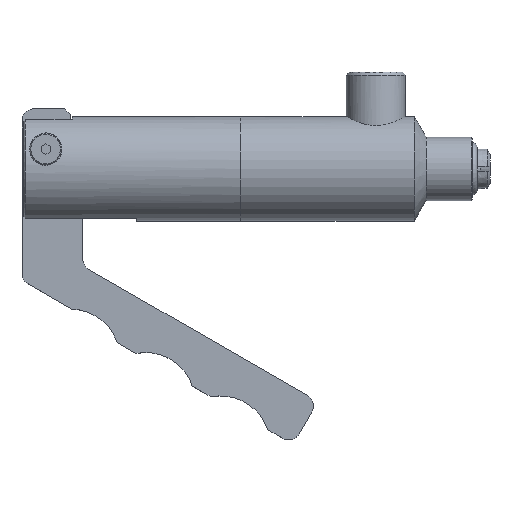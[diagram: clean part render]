
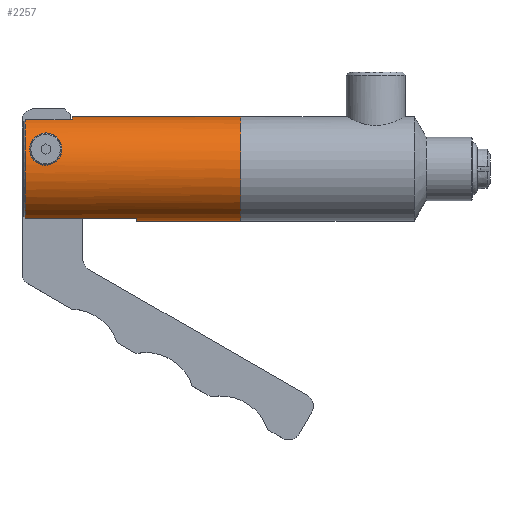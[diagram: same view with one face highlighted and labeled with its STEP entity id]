
A CAD part, top view. The second image highlights one B-rep face of the part: STEP entity #2257.
In plain terms, the highlighted cylindrical face has radius 13.462 mm (diameter 26.924 mm), a full revolution.
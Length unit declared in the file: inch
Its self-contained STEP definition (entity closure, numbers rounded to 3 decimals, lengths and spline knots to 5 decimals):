
#43=B_SPLINE_CURVE_WITH_KNOTS('',3,(#3289,#3290,#3291,#3292,#3293,#3294,
#3295,#3296,#3297,#3298,#3299,#3300,#3301,#3302,#3303,#3304,#3305,#3306,
#3307,#3308,#3309,#3310,#3311,#3312,#3313,#3314,#3315,#3316,#3317,#3318,
#3319,#3320,#3321,#3322),.UNSPECIFIED.,.T.,.F.,(4,2,2,2,2,2,2,2,2,2,2,2,
2,2,2,2,4),(0.,0.15668,0.31335,0.47644,0.63953,
0.82205,1.00457,1.16495,1.32534,1.48572,
1.64611,1.82862,2.01114,2.17423,2.33732,
2.494,2.65068),.UNSPECIFIED.);
#44=B_SPLINE_CURVE_WITH_KNOTS('',3,(#3325,#3326,#3327,#3328,#3329,#3330,
#3331,#3332,#3333,#3334,#3335,#3336,#3337,#3338,#3339,#3340,#3341,#3342,
#3343,#3344,#3345,#3346,#3347,#3348,#3349,#3350,#3351,#3352,#3353,#3354,
#3355,#3356,#3357,#3358),.UNSPECIFIED.,.T.,.F.,(4,2,2,2,2,2,2,2,2,2,2,2,
2,2,2,2,4),(0.,0.0905,0.18099,0.27693,0.37288,
0.47505,0.57722,0.66858,0.75994,
0.8513,0.94266,1.04483,1.147,1.24294,
1.33888,1.42938,1.51987),.UNSPECIFIED.);
#266=LINE('',#3896,#460);
#267=LINE('',#3898,#461);
#268=LINE('',#3902,#462);
#269=LINE('',#3906,#463);
#460=VECTOR('',#3015,0.475);
#461=VECTOR('',#3016,0.475);
#462=VECTOR('',#3019,1.125);
#463=VECTOR('',#3022,1.125);
#566=FACE_BOUND('',#817,.T.);
#567=FACE_BOUND('',#818,.T.);
#568=FACE_BOUND('',#819,.T.);
#569=FACE_BOUND('',#820,.T.);
#817=EDGE_LOOP('',(#2054));
#818=EDGE_LOOP('',(#2055));
#819=EDGE_LOOP('',(#2056));
#820=EDGE_LOOP('',(#2057,#2058,#2059,#2060,#2061,#2062,#2063,#2064));
#928=CIRCLE('',#2451,0.53);
#929=CIRCLE('',#2453,0.53);
#930=CIRCLE('',#2454,0.53);
#931=CIRCLE('',#2455,0.53);
#932=CIRCLE('',#2456,0.53);
#1007=VERTEX_POINT('',#3288);
#1008=VERTEX_POINT('',#3324);
#1143=VERTEX_POINT('',#3884);
#1144=VERTEX_POINT('',#3885);
#1147=VERTEX_POINT('',#3893);
#1148=VERTEX_POINT('',#3895);
#1149=VERTEX_POINT('',#3897);
#1150=VERTEX_POINT('',#3899);
#1151=VERTEX_POINT('',#3901);
#1152=VERTEX_POINT('',#3903);
#1153=VERTEX_POINT('',#3905);
#1258=EDGE_CURVE('',#1007,#1007,#43,.T.);
#1259=EDGE_CURVE('',#1008,#1008,#44,.T.);
#1454=EDGE_CURVE('',#1143,#1144,#928,.T.);
#1458=EDGE_CURVE('',#1147,#1147,#929,.T.);
#1459=EDGE_CURVE('',#1148,#1143,#266,.T.);
#1460=EDGE_CURVE('',#1144,#1149,#267,.T.);
#1461=EDGE_CURVE('',#1149,#1150,#930,.T.);
#1462=EDGE_CURVE('',#1150,#1151,#268,.T.);
#1463=EDGE_CURVE('',#1151,#1152,#931,.T.);
#1464=EDGE_CURVE('',#1152,#1153,#269,.T.);
#1465=EDGE_CURVE('',#1153,#1148,#932,.T.);
#2054=ORIENTED_EDGE('',*,*,#1258,.T.);
#2055=ORIENTED_EDGE('',*,*,#1259,.T.);
#2056=ORIENTED_EDGE('',*,*,#1458,.F.);
#2057=ORIENTED_EDGE('',*,*,#1459,.T.);
#2058=ORIENTED_EDGE('',*,*,#1454,.T.);
#2059=ORIENTED_EDGE('',*,*,#1460,.T.);
#2060=ORIENTED_EDGE('',*,*,#1461,.T.);
#2061=ORIENTED_EDGE('',*,*,#1462,.T.);
#2062=ORIENTED_EDGE('',*,*,#1463,.T.);
#2063=ORIENTED_EDGE('',*,*,#1464,.T.);
#2064=ORIENTED_EDGE('',*,*,#1465,.T.);
#2155=CYLINDRICAL_SURFACE('',#2452,0.53);
#2257=ADVANCED_FACE('',(#566,#567,#568,#569),#2155,.T.);
#2451=AXIS2_PLACEMENT_3D('',#3886,#3006,#3007);
#2452=AXIS2_PLACEMENT_3D('',#3892,#3011,#3012);
#2453=AXIS2_PLACEMENT_3D('',#3894,#3013,#3014);
#2454=AXIS2_PLACEMENT_3D('',#3900,#3017,#3018);
#2455=AXIS2_PLACEMENT_3D('',#3904,#3020,#3021);
#2456=AXIS2_PLACEMENT_3D('',#3907,#3023,#3024);
#3006=DIRECTION('center_axis',(1.,0.,0.));
#3007=DIRECTION('ref_axis',(0.,1.,0.));
#3011=DIRECTION('center_axis',(1.,0.,0.));
#3012=DIRECTION('ref_axis',(0.,1.,0.));
#3013=DIRECTION('center_axis',(1.,0.,0.));
#3014=DIRECTION('ref_axis',(0.,1.,0.));
#3015=DIRECTION('',(1.,0.,0.));
#3016=DIRECTION('',(-1.,0.,0.));
#3017=DIRECTION('center_axis',(1.,0.,0.));
#3018=DIRECTION('ref_axis',(0.,1.,0.));
#3019=DIRECTION('',(1.,0.,0.));
#3020=DIRECTION('center_axis',(1.,0.,0.));
#3021=DIRECTION('ref_axis',(0.,1.,0.));
#3022=DIRECTION('',(-1.,0.,0.));
#3023=DIRECTION('center_axis',(1.,0.,0.));
#3024=DIRECTION('ref_axis',(0.,1.,0.));
#3288=CARTESIAN_POINT('',(0.22,0.036,0.52878));
#3289=CARTESIAN_POINT('Ctrl Pts',(0.22,0.036,0.52878));
#3290=CARTESIAN_POINT('Ctrl Pts',(0.19944,0.036,0.52878));
#3291=CARTESIAN_POINT('Ctrl Pts',(0.17751,0.04011,
0.52855));
#3292=CARTESIAN_POINT('Ctrl Pts',(0.1372,0.05677,
0.52702));
#3293=CARTESIAN_POINT('Ctrl Pts',(0.11882,0.06932,
0.52565));
#3294=CARTESIAN_POINT('Ctrl Pts',(0.08926,0.09873,
0.52094));
#3295=CARTESIAN_POINT('Ctrl Pts',(0.07646,0.11769,
0.5172));
#3296=CARTESIAN_POINT('Ctrl Pts',(0.05984,0.15843,
0.50621));
#3297=CARTESIAN_POINT('Ctrl Pts',(0.056,0.18018,
0.49889));
#3298=CARTESIAN_POINT('Ctrl Pts',(0.056,0.22218,
0.48178));
#3299=CARTESIAN_POINT('Ctrl Pts',(0.06071,0.24507,
0.47054));
#3300=CARTESIAN_POINT('Ctrl Pts',(0.07879,0.28639,
0.4466));
#3301=CARTESIAN_POINT('Ctrl Pts',(0.09211,0.30485,0.43394));
#3302=CARTESIAN_POINT('Ctrl Pts',(0.12121,0.33224,0.41325));
#3303=CARTESIAN_POINT('Ctrl Pts',(0.13847,0.34384,0.40347));
#3304=CARTESIAN_POINT('Ctrl Pts',(0.1773,0.35973,0.38937));
#3305=CARTESIAN_POINT('Ctrl Pts',(0.19895,0.364,0.38523));
#3306=CARTESIAN_POINT('Ctrl Pts',(0.24105,0.364,0.38523));
#3307=CARTESIAN_POINT('Ctrl Pts',(0.2627,0.35973,0.38937));
#3308=CARTESIAN_POINT('Ctrl Pts',(0.30153,0.34384,0.40347));
#3309=CARTESIAN_POINT('Ctrl Pts',(0.31879,0.33224,0.41325));
#3310=CARTESIAN_POINT('Ctrl Pts',(0.34789,0.30485,0.43394));
#3311=CARTESIAN_POINT('Ctrl Pts',(0.36121,0.28639,0.4466));
#3312=CARTESIAN_POINT('Ctrl Pts',(0.37929,0.24507,0.47054));
#3313=CARTESIAN_POINT('Ctrl Pts',(0.384,0.22218,0.48178));
#3314=CARTESIAN_POINT('Ctrl Pts',(0.384,0.18018,0.49889));
#3315=CARTESIAN_POINT('Ctrl Pts',(0.38016,0.15843,0.50621));
#3316=CARTESIAN_POINT('Ctrl Pts',(0.36354,0.11769,0.5172));
#3317=CARTESIAN_POINT('Ctrl Pts',(0.35074,0.09873,0.52094));
#3318=CARTESIAN_POINT('Ctrl Pts',(0.32118,0.06932,
0.52565));
#3319=CARTESIAN_POINT('Ctrl Pts',(0.3028,0.05677,
0.52702));
#3320=CARTESIAN_POINT('Ctrl Pts',(0.26249,0.04011,
0.52855));
#3321=CARTESIAN_POINT('Ctrl Pts',(0.24056,0.036,0.52878));
#3322=CARTESIAN_POINT('Ctrl Pts',(0.22,0.036,0.52878));
#3324=CARTESIAN_POINT('',(0.22,0.105,-0.51949));
#3325=CARTESIAN_POINT('Ctrl Pts',(0.22,0.105,-0.51949));
#3326=CARTESIAN_POINT('Ctrl Pts',(0.23188,0.105,-0.51949));
#3327=CARTESIAN_POINT('Ctrl Pts',(0.24453,0.10737,-0.51903));
#3328=CARTESIAN_POINT('Ctrl Pts',(0.26776,0.11692,-0.51697));
#3329=CARTESIAN_POINT('Ctrl Pts',(0.27833,0.12411,-0.51533));
#3330=CARTESIAN_POINT('Ctrl Pts',(0.29549,0.141,-0.51098));
#3331=CARTESIAN_POINT('Ctrl Pts',(0.30296,0.15198,-0.50789));
#3332=CARTESIAN_POINT('Ctrl Pts',(0.31272,0.17565,-0.5002));
#3333=CARTESIAN_POINT('Ctrl Pts',(0.315,0.18834,-0.49557));
#3334=CARTESIAN_POINT('Ctrl Pts',(0.315,0.21242,-0.48576));
#3335=CARTESIAN_POINT('Ctrl Pts',(0.31244,0.22547,-0.47984));
#3336=CARTESIAN_POINT('Ctrl Pts',(0.30222,0.24932,-0.46788));
#3337=CARTESIAN_POINT('Ctrl Pts',(0.29458,0.26015,-0.46187));
#3338=CARTESIAN_POINT('Ctrl Pts',(0.27755,0.27639,-0.45231));
#3339=CARTESIAN_POINT('Ctrl Pts',(0.26734,0.28328,-0.44798));
#3340=CARTESIAN_POINT('Ctrl Pts',(0.24456,0.29259,-0.44195));
#3341=CARTESIAN_POINT('Ctrl Pts',(0.23199,0.295,-0.44031));
#3342=CARTESIAN_POINT('Ctrl Pts',(0.20801,0.295,-0.44031));
#3343=CARTESIAN_POINT('Ctrl Pts',(0.19544,0.29259,-0.44195));
#3344=CARTESIAN_POINT('Ctrl Pts',(0.17266,0.28328,-0.44798));
#3345=CARTESIAN_POINT('Ctrl Pts',(0.16245,0.27639,-0.45231));
#3346=CARTESIAN_POINT('Ctrl Pts',(0.14542,0.26015,-0.46187));
#3347=CARTESIAN_POINT('Ctrl Pts',(0.13778,0.24932,-0.46788));
#3348=CARTESIAN_POINT('Ctrl Pts',(0.12756,0.22547,-0.47984));
#3349=CARTESIAN_POINT('Ctrl Pts',(0.125,0.21242,-0.48576));
#3350=CARTESIAN_POINT('Ctrl Pts',(0.125,0.18834,-0.49557));
#3351=CARTESIAN_POINT('Ctrl Pts',(0.12728,0.17565,-0.5002));
#3352=CARTESIAN_POINT('Ctrl Pts',(0.13704,0.15198,-0.50789));
#3353=CARTESIAN_POINT('Ctrl Pts',(0.14451,0.141,-0.51098));
#3354=CARTESIAN_POINT('Ctrl Pts',(0.16167,0.12411,-0.51533));
#3355=CARTESIAN_POINT('Ctrl Pts',(0.17224,0.11692,-0.51697));
#3356=CARTESIAN_POINT('Ctrl Pts',(0.19547,0.10737,-0.51903));
#3357=CARTESIAN_POINT('Ctrl Pts',(0.20812,0.105,-0.51949));
#3358=CARTESIAN_POINT('Ctrl Pts',(0.22,0.105,-0.51949));
#3884=CARTESIAN_POINT('',(0.49,0.49939,-0.1775));
#3885=CARTESIAN_POINT('',(0.49,0.49939,0.1775));
#3886=CARTESIAN_POINT('Origin',(0.49,0.,0.));
#3892=CARTESIAN_POINT('Origin',(1.105,0.,0.));
#3893=CARTESIAN_POINT('',(2.195,0.53,0.));
#3894=CARTESIAN_POINT('Origin',(2.195,0.,0.));
#3895=CARTESIAN_POINT('',(0.015,0.49939,-0.1775));
#3896=CARTESIAN_POINT('',(1.105,0.49939,-0.1775));
#3897=CARTESIAN_POINT('',(0.015,0.49939,0.1775));
#3898=CARTESIAN_POINT('',(1.105,0.49939,0.1775));
#3899=CARTESIAN_POINT('',(0.015,-0.49939,0.1775));
#3900=CARTESIAN_POINT('Origin',(0.015,0.,0.));
#3901=CARTESIAN_POINT('',(1.14,-0.49939,0.1775));
#3902=CARTESIAN_POINT('',(1.105,-0.49939,0.1775));
#3903=CARTESIAN_POINT('',(1.14,-0.49939,-0.1775));
#3904=CARTESIAN_POINT('Origin',(1.14,0.,0.));
#3905=CARTESIAN_POINT('',(0.015,-0.49939,-0.1775));
#3906=CARTESIAN_POINT('',(1.105,-0.49939,-0.1775));
#3907=CARTESIAN_POINT('Origin',(0.015,0.,0.));
